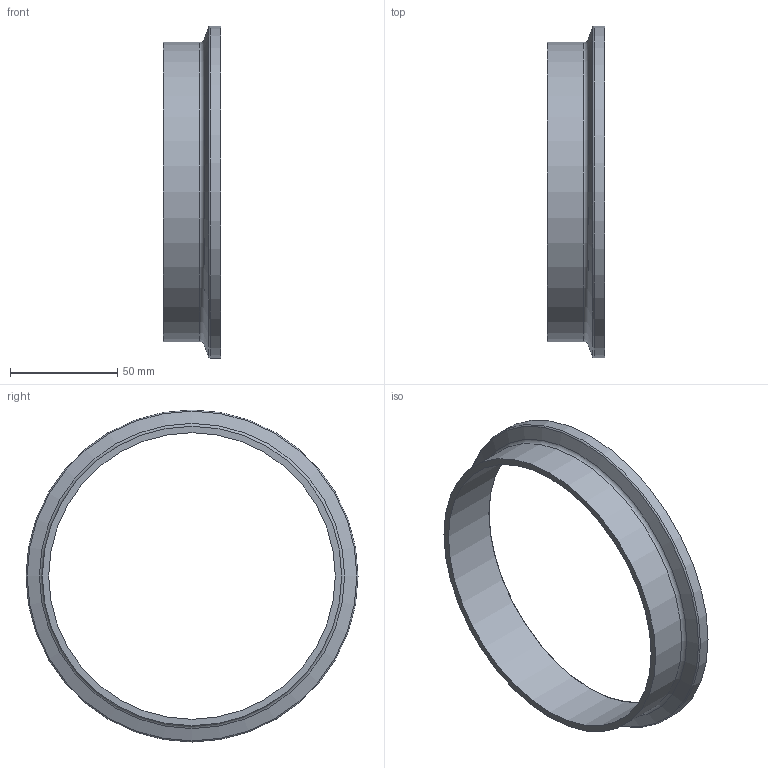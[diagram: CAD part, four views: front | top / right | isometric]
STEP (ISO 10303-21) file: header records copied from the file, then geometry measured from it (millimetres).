
FILE_DESCRIPTION(/* description */ (''),/* implementation_level */ '2;1');
FILE_NAME(/* name */ 'L14AMD 50.stp',/* time_stamp */ '2022-04-12T09:38:07+09:00',/* author */ ('nishioka'),/* organization */ (''),/* preprocessor_version */ 'ST-DEVELOPER v18.1',/* originating_system */ 'Autodesk Inventor 2022',/* authorisation */ '');
FILE_SCHEMA (('AUTOMOTIVE_DESIGN { 1 0 10303 214 3 1 1 }'));
Length unit declared in the file: millimetre
Products named in the file (1): L14AMD 50
Bounding box: 27 x 155 x 155 mm (x, y, z)
Volume: 57817.7 mm3; surface area: 32511.9 mm2
Topology: 1 solids, 1 shells, 15 faces, 36 edges, 24 vertices
Faces by surface type: torus 6, cone 3, plane 3, cylinder 3
Full cylindrical faces by diameter (mm): 133.8 x1, 139.8 x1, 155 x1
Entity records: 505 total; most frequent: DIRECTION 98, CARTESIAN_POINT 76, ORIENTED_EDGE 72, AXIS2_PLACEMENT_3D 46, EDGE_CURVE 36, CIRCLE 30, VERTEX_POINT 24, EDGE_LOOP 18
